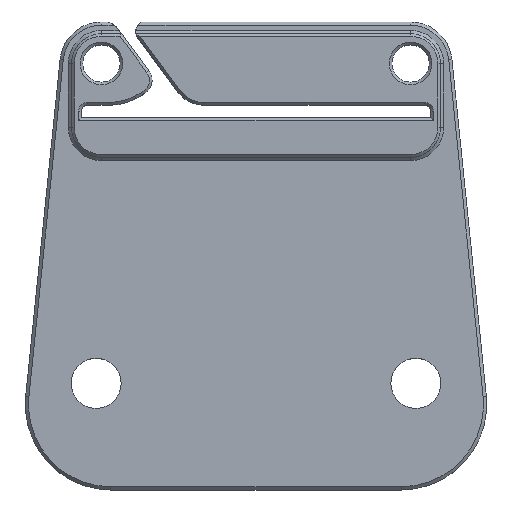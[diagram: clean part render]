
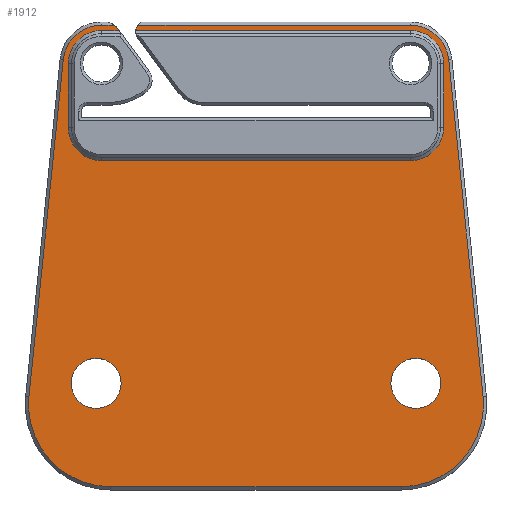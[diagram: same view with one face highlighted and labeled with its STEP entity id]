
A CAD part, top view. The second image highlights one B-rep face of the part: STEP entity #1912.
In plain terms, the highlighted planar face has unit normal (0, 0, 1).
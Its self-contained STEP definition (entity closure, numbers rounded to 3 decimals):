
#52=FACE_BOUND('',#335,.T.);
#53=FACE_BOUND('',#336,.T.);
#104=PLANE('',#2119);
#212=FACE_OUTER_BOUND('',#334,.T.);
#334=EDGE_LOOP('',(#1689,#1690,#1691,#1692,#1693,#1694,#1695,#1696,#1697,
#1698,#1699,#1700,#1701,#1702,#1703,#1704,#1705,#1706,#1707,#1708,#1709));
#335=EDGE_LOOP('',(#1710));
#336=EDGE_LOOP('',(#1711));
#441=LINE('',#3004,#626);
#516=LINE('',#3222,#701);
#519=LINE('',#3227,#704);
#520=LINE('',#3232,#705);
#521=LINE('',#3236,#706);
#522=LINE('',#3240,#707);
#523=LINE('',#3243,#708);
#524=LINE('',#3247,#709);
#525=LINE('',#3251,#710);
#526=LINE('',#3255,#711);
#527=LINE('',#3258,#712);
#626=VECTOR('',#2401,10.);
#701=VECTOR('',#2654,10.);
#704=VECTOR('',#2659,10.);
#705=VECTOR('',#2664,10.);
#706=VECTOR('',#2667,10.);
#707=VECTOR('',#2670,10.);
#708=VECTOR('',#2673,10.);
#709=VECTOR('',#2676,10.);
#710=VECTOR('',#2679,10.);
#711=VECTOR('',#2682,10.);
#712=VECTOR('',#2685,10.);
#743=CIRCLE('',#1965,2.35);
#745=CIRCLE('',#1969,2.35);
#780=CIRCLE('',#2050,1.);
#791=CIRCLE('',#2093,1.5);
#800=CIRCLE('',#2120,3.6);
#801=CIRCLE('',#2121,7.7);
#802=CIRCLE('',#2122,7.7);
#803=CIRCLE('',#2123,3.6);
#804=CIRCLE('',#2124,3.1);
#805=CIRCLE('',#2125,3.1);
#806=CIRCLE('',#2126,3.1);
#807=CIRCLE('',#2127,3.1);
#837=VERTEX_POINT('',#2802);
#839=VERTEX_POINT('',#2810);
#900=VERTEX_POINT('',#3001);
#901=VERTEX_POINT('',#3003);
#917=VERTEX_POINT('',#3057);
#918=VERTEX_POINT('',#3059);
#938=VERTEX_POINT('',#3164);
#951=VERTEX_POINT('',#3221);
#952=VERTEX_POINT('',#3225);
#953=VERTEX_POINT('',#3229);
#954=VERTEX_POINT('',#3231);
#955=VERTEX_POINT('',#3233);
#956=VERTEX_POINT('',#3235);
#957=VERTEX_POINT('',#3237);
#958=VERTEX_POINT('',#3239);
#959=VERTEX_POINT('',#3242);
#960=VERTEX_POINT('',#3244);
#961=VERTEX_POINT('',#3246);
#962=VERTEX_POINT('',#3248);
#963=VERTEX_POINT('',#3250);
#964=VERTEX_POINT('',#3252);
#965=VERTEX_POINT('',#3254);
#966=VERTEX_POINT('',#3256);
#997=EDGE_CURVE('',#837,#837,#743,.T.);
#1001=EDGE_CURVE('',#839,#839,#745,.T.);
#1096=EDGE_CURVE('',#901,#900,#441,.T.);
#1124=EDGE_CURVE('',#918,#917,#780,.T.);
#1177=EDGE_CURVE('',#938,#900,#791,.T.);
#1204=EDGE_CURVE('',#918,#951,#516,.T.);
#1207=EDGE_CURVE('',#952,#938,#519,.T.);
#1208=EDGE_CURVE('',#953,#952,#800,.T.);
#1209=EDGE_CURVE('',#954,#953,#520,.T.);
#1210=EDGE_CURVE('',#955,#954,#801,.T.);
#1211=EDGE_CURVE('',#956,#955,#521,.T.);
#1212=EDGE_CURVE('',#957,#956,#802,.T.);
#1213=EDGE_CURVE('',#958,#957,#522,.T.);
#1214=EDGE_CURVE('',#951,#958,#803,.T.);
#1215=EDGE_CURVE('',#959,#917,#523,.T.);
#1216=EDGE_CURVE('',#960,#959,#804,.T.);
#1217=EDGE_CURVE('',#961,#960,#524,.T.);
#1218=EDGE_CURVE('',#962,#961,#805,.T.);
#1219=EDGE_CURVE('',#963,#962,#525,.T.);
#1220=EDGE_CURVE('',#964,#963,#806,.T.);
#1221=EDGE_CURVE('',#965,#964,#526,.T.);
#1222=EDGE_CURVE('',#966,#965,#807,.T.);
#1223=EDGE_CURVE('',#901,#966,#527,.T.);
#1689=ORIENTED_EDGE('',*,*,#1177,.F.);
#1690=ORIENTED_EDGE('',*,*,#1207,.F.);
#1691=ORIENTED_EDGE('',*,*,#1208,.F.);
#1692=ORIENTED_EDGE('',*,*,#1209,.F.);
#1693=ORIENTED_EDGE('',*,*,#1210,.F.);
#1694=ORIENTED_EDGE('',*,*,#1211,.F.);
#1695=ORIENTED_EDGE('',*,*,#1212,.F.);
#1696=ORIENTED_EDGE('',*,*,#1213,.F.);
#1697=ORIENTED_EDGE('',*,*,#1214,.F.);
#1698=ORIENTED_EDGE('',*,*,#1204,.F.);
#1699=ORIENTED_EDGE('',*,*,#1124,.T.);
#1700=ORIENTED_EDGE('',*,*,#1215,.F.);
#1701=ORIENTED_EDGE('',*,*,#1216,.F.);
#1702=ORIENTED_EDGE('',*,*,#1217,.F.);
#1703=ORIENTED_EDGE('',*,*,#1218,.F.);
#1704=ORIENTED_EDGE('',*,*,#1219,.F.);
#1705=ORIENTED_EDGE('',*,*,#1220,.F.);
#1706=ORIENTED_EDGE('',*,*,#1221,.F.);
#1707=ORIENTED_EDGE('',*,*,#1222,.F.);
#1708=ORIENTED_EDGE('',*,*,#1223,.F.);
#1709=ORIENTED_EDGE('',*,*,#1096,.T.);
#1710=ORIENTED_EDGE('',*,*,#1001,.T.);
#1711=ORIENTED_EDGE('',*,*,#997,.T.);
#1912=ADVANCED_FACE('',(#212,#52,#53),#104,.F.);
#1965=AXIS2_PLACEMENT_3D('',#2803,#2203,#2204);
#1969=AXIS2_PLACEMENT_3D('',#2811,#2213,#2214);
#2050=AXIS2_PLACEMENT_3D('',#3060,#2461,#2462);
#2093=AXIS2_PLACEMENT_3D('',#3166,#2586,#2587);
#2119=AXIS2_PLACEMENT_3D('',#3228,#2660,#2661);
#2120=AXIS2_PLACEMENT_3D('',#3230,#2662,#2663);
#2121=AXIS2_PLACEMENT_3D('',#3234,#2665,#2666);
#2122=AXIS2_PLACEMENT_3D('',#3238,#2668,#2669);
#2123=AXIS2_PLACEMENT_3D('',#3241,#2671,#2672);
#2124=AXIS2_PLACEMENT_3D('',#3245,#2674,#2675);
#2125=AXIS2_PLACEMENT_3D('',#3249,#2677,#2678);
#2126=AXIS2_PLACEMENT_3D('',#3253,#2680,#2681);
#2127=AXIS2_PLACEMENT_3D('',#3257,#2683,#2684);
#2203=DIRECTION('center_axis',(0.,0.,-1.));
#2204=DIRECTION('ref_axis',(-1.,0.,0.));
#2213=DIRECTION('center_axis',(0.,0.,-1.));
#2214=DIRECTION('ref_axis',(-1.,0.,0.));
#2401=DIRECTION('',(-0.594,0.805,0.));
#2461=DIRECTION('center_axis',(0.,0.,1.));
#2462=DIRECTION('ref_axis',(-0.805,-0.594,0.));
#2586=DIRECTION('center_axis',(0.,0.,-1.));
#2587=DIRECTION('ref_axis',(0.451,0.893,0.));
#2654=DIRECTION('',(1.,0.,0.));
#2659=DIRECTION('',(1.,0.,0.));
#2660=DIRECTION('center_axis',(0.,0.,-1.));
#2661=DIRECTION('ref_axis',(-1.,0.,0.));
#2662=DIRECTION('center_axis',(0.,0.,-1.));
#2663=DIRECTION('ref_axis',(-1.,0.,0.));
#2664=DIRECTION('',(0.101,0.995,0.));
#2665=DIRECTION('center_axis',(0.,0.,-1.));
#2666=DIRECTION('ref_axis',(-0.742,-0.67,0.));
#2667=DIRECTION('',(-1.,0.,0.));
#2668=DIRECTION('center_axis',(0.,0.,-1.));
#2669=DIRECTION('ref_axis',(0.742,-0.67,0.));
#2670=DIRECTION('',(0.101,-0.995,0.));
#2671=DIRECTION('center_axis',(0.,0.,-1.));
#2672=DIRECTION('ref_axis',(1.,0.,0.));
#2673=DIRECTION('',(-1.,0.,0.));
#2674=DIRECTION('center_axis',(0.,0.,1.));
#2675=DIRECTION('ref_axis',(0.,1.,0.));
#2676=DIRECTION('',(0.,1.,0.));
#2677=DIRECTION('center_axis',(0.,0.,1.));
#2678=DIRECTION('ref_axis',(1.,0.,0.));
#2679=DIRECTION('',(1.,0.,0.));
#2680=DIRECTION('center_axis',(0.,0.,1.));
#2681=DIRECTION('ref_axis',(0.,-1.,0.));
#2682=DIRECTION('',(0.,-1.,0.));
#2683=DIRECTION('center_axis',(0.,0.,1.));
#2684=DIRECTION('ref_axis',(-1.,0.,0.));
#2685=DIRECTION('',(-1.,0.,0.));
#2802=CARTESIAN_POINT('',(-182.65,-27.,0.));
#2803=CARTESIAN_POINT('Origin',(-185.,-27.,0.));
#2810=CARTESIAN_POINT('',(-212.65,-27.,0.));
#2811=CARTESIAN_POINT('Origin',(-215.,-27.,0.));
#3001=CARTESIAN_POINT('',(-212.977,6.291,0.));
#3003=CARTESIAN_POINT('',(-212.836,6.1,0.));
#3004=CARTESIAN_POINT('',(-205.718,-3.546,0.));
#3057=CARTESIAN_POINT('',(-211.272,6.1,0.));
#3059=CARTESIAN_POINT('',(-211.077,6.6,0.));
#3060=CARTESIAN_POINT('Origin',(-210.277,6.,0.));
#3164=CARTESIAN_POINT('',(-213.284,6.6,0.));
#3166=CARTESIAN_POINT('Origin',(-214.184,5.4,0.));
#3221=CARTESIAN_POINT('',(-185.5,6.6,0.));
#3222=CARTESIAN_POINT('',(-192.75,6.6,0.));
#3225=CARTESIAN_POINT('',(-214.5,6.6,0.));
#3227=CARTESIAN_POINT('',(-192.75,6.6,0.));
#3228=CARTESIAN_POINT('Origin',(-200.,-15.05,0.));
#3229=CARTESIAN_POINT('',(-218.081,3.365,0.));
#3230=CARTESIAN_POINT('Origin',(-214.5,3.,0.));
#3231=CARTESIAN_POINT('',(-221.303,-28.219,0.));
#3232=CARTESIAN_POINT('',(-218.918,-4.835,0.));
#3233=CARTESIAN_POINT('',(-213.643,-36.7,0.));
#3234=CARTESIAN_POINT('Origin',(-213.643,-29.,0.));
#3235=CARTESIAN_POINT('',(-186.357,-36.7,0.));
#3236=CARTESIAN_POINT('',(-211.25,-36.7,0.));
#3237=CARTESIAN_POINT('',(-178.697,-28.219,0.));
#3238=CARTESIAN_POINT('Origin',(-186.357,-29.,0.));
#3239=CARTESIAN_POINT('',(-181.919,3.365,0.));
#3240=CARTESIAN_POINT('',(-179.022,-25.033,0.));
#3241=CARTESIAN_POINT('Origin',(-185.5,3.,0.));
#3242=CARTESIAN_POINT('',(-185.5,6.1,0.));
#3243=CARTESIAN_POINT('',(-207.25,6.1,0.));
#3244=CARTESIAN_POINT('',(-182.4,3.,0.));
#3245=CARTESIAN_POINT('Origin',(-185.5,3.,0.));
#3246=CARTESIAN_POINT('',(-182.4,-3.,0.));
#3247=CARTESIAN_POINT('',(-182.4,-6.025,0.));
#3248=CARTESIAN_POINT('',(-185.5,-6.1,0.));
#3249=CARTESIAN_POINT('Origin',(-185.5,-3.,0.));
#3250=CARTESIAN_POINT('',(-214.5,-6.1,0.));
#3251=CARTESIAN_POINT('',(-192.75,-6.1,0.));
#3252=CARTESIAN_POINT('',(-217.6,-3.,0.));
#3253=CARTESIAN_POINT('Origin',(-214.5,-3.,0.));
#3254=CARTESIAN_POINT('',(-217.6,3.,0.));
#3255=CARTESIAN_POINT('',(-217.6,-9.025,0.));
#3256=CARTESIAN_POINT('',(-214.5,6.1,0.));
#3257=CARTESIAN_POINT('Origin',(-214.5,3.,0.));
#3258=CARTESIAN_POINT('',(-207.25,6.1,0.));
